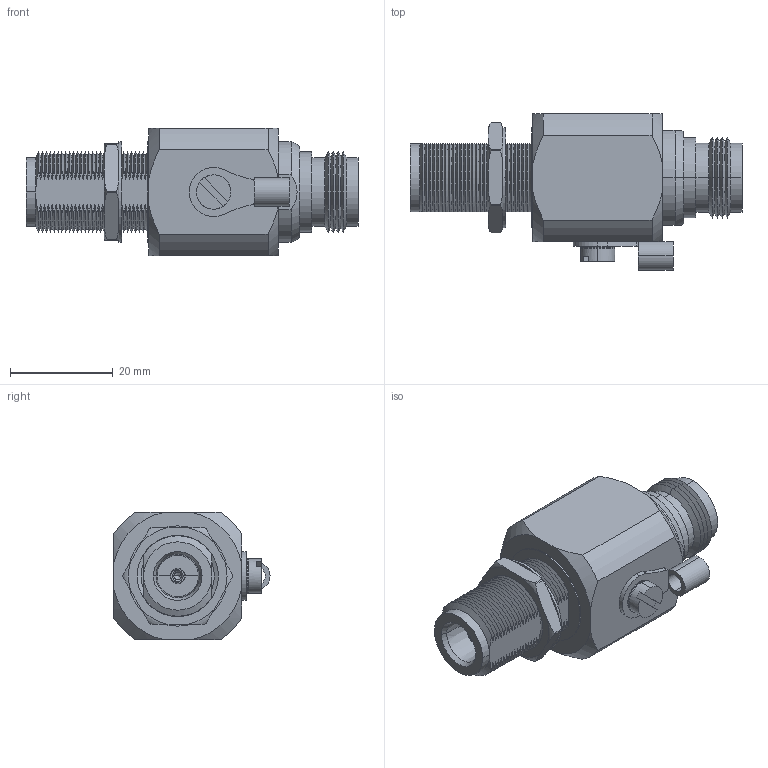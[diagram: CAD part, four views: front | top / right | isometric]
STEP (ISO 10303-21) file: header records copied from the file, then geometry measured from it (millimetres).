
FILE_DESCRIPTION (( 'STEP AP214' ), '1' );
FILE_NAME ('AL-NFNFBHP-9.STEP', '2013-01-24T14:25:24', ( 'x' ), ( '' ), 'SwSTEP 2.0', 'SolidWorks 2012', '' );
FILE_SCHEMA (( 'AUTOMOTIVE_DESIGN' ));
Length unit declared in the file: inch
Products named in the file (1): AL-NFNFBHP-9
Bounding box: 64.77 x 30.45 x 24.89 mm (x, y, z)
Volume: 21385.5 mm3; surface area: 8604.2 mm2
Topology: 4 solids, 5 shells, 355 faces, 921 edges, 589 vertices
Faces by surface type: cone 188, cylinder 82, plane 71, torus 14
Entity records: 15509 total; most frequent: CARTESIAN_POINT 2870, ORIENTED_EDGE 1838, DIRECTION 1729, EDGE_CURVE 919, AXIS2_PLACEMENT_3D 728, VERTEX_POINT 589, EDGE_LOOP 374, CIRCLE 372
